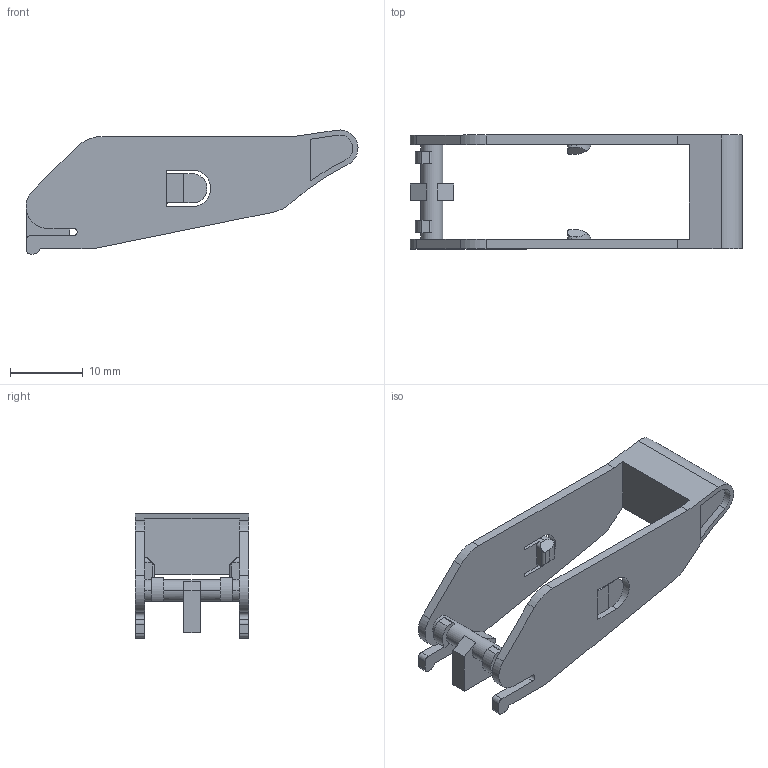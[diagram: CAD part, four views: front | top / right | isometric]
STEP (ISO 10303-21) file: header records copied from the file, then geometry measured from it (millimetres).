
FILE_DESCRIPTION((''),'2;1');
FILE_NAME('C-2022103-1','2014-01-03T',('workeradm'),('Tyco Electronics Ltd.'),'PRO/ENGINEER BY PARAMETRIC TECHNOLOGY CORPORATION, 2013050','PRO/ENGINEER BY PARAMETRIC TECHNOLOGY CORPORATION, 2013050','');
FILE_SCHEMA(('AUTOMOTIVE_DESIGN { 1 0 10303 214 1 1 1 1 }'));
Length unit declared in the file: millimetre
Products named in the file (1): C-2022103-1
Bounding box: 45.5 x 15.6 x 17 mm (x, y, z)
Volume: 1927.6 mm3; surface area: 2882 mm2
Topology: 1 solids, 1 shells, 113 faces, 327 edges, 218 vertices
Faces by surface type: plane 67, cylinder 46
Entity records: 4043 total; most frequent: CARTESIAN_POINT 824, ORIENTED_EDGE 654, DIRECTION 623, EDGE_CURVE 327, VERTEX_POINT 218, VECTOR 217, LINE 217, AXIS2_PLACEMENT_3D 203
